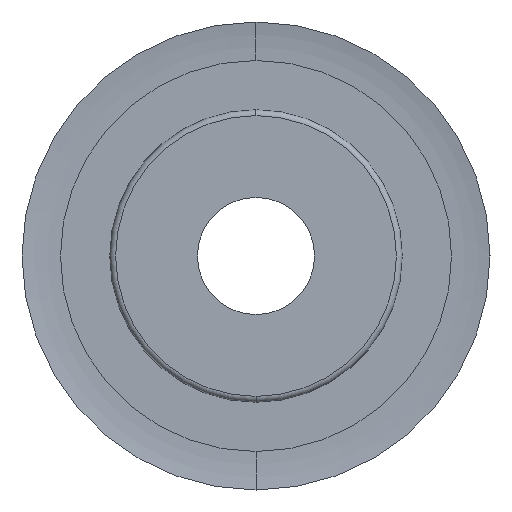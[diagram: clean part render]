
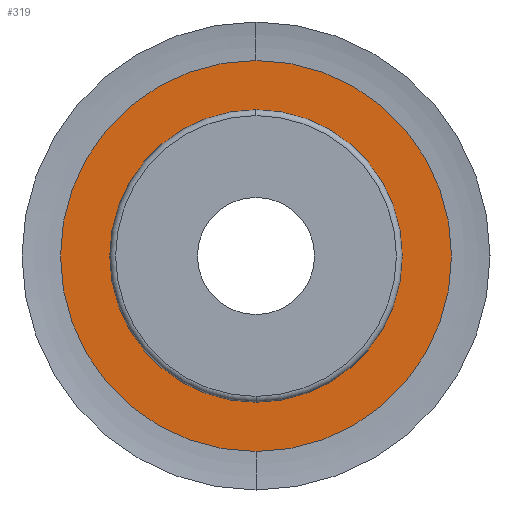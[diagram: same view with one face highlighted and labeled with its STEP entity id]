
A CAD part, left-side view. The second image highlights one B-rep face of the part: STEP entity #319.
In plain terms, the highlighted planar face has unit normal (-1, 0, 0).
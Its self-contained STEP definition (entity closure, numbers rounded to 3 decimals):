
#319=ADVANCED_FACE('',(#696,#697),#698,.T.);
#696=FACE_OUTER_BOUND('',#1130,.T.);
#697=FACE_BOUND('',#1131,.T.);
#698=PLANE('',#1132);
#1130=EDGE_LOOP('',(#2071,#2072,#2073));
#1131=EDGE_LOOP('',(#2074,#2075));
#1132=AXIS2_PLACEMENT_3D('',#2076,#2077,#2078);
#2071=ORIENTED_EDGE('',*,*,#3098,.F.);
#2072=ORIENTED_EDGE('',*,*,#3099,.F.);
#2073=ORIENTED_EDGE('',*,*,#2875,.F.);
#2074=ORIENTED_EDGE('',*,*,#2838,.T.);
#2075=ORIENTED_EDGE('',*,*,#3100,.T.);
#2076=CARTESIAN_POINT('',(-5.0,5.843,0.0));
#2077=DIRECTION('',(-1.0,0.0,0.0));
#2078=DIRECTION('',(0.0,-1.0,0.0));
#2838=EDGE_CURVE('',#3507,#3513,#3515,.T.);
#2875=EDGE_CURVE('',#3570,#3573,#3574,.T.);
#3098=EDGE_CURVE('',#3892,#3570,#3893,.T.);
#3099=EDGE_CURVE('',#3573,#3892,#3894,.T.);
#3100=EDGE_CURVE('',#3513,#3507,#3895,.T.);
#3507=VERTEX_POINT('',#4338);
#3513=VERTEX_POINT('',#4345);
#3515=CIRCLE('',#4348,5.0);
#3570=VERTEX_POINT('',#4417);
#3573=VERTEX_POINT('',#4420);
#3574=CIRCLE('',#4421,6.685);
#3892=VERTEX_POINT('',#4813);
#3893=CIRCLE('',#4814,6.685);
#3894=CIRCLE('',#4815,6.685);
#3895=CIRCLE('',#4816,5.0);
#4338=CARTESIAN_POINT('',(-5.0,5.0,0.0));
#4345=CARTESIAN_POINT('',(-5.0,-5.0,0.));
#4348=AXIS2_PLACEMENT_3D('',#5391,#5392,#5393);
#4417=CARTESIAN_POINT('',(-5.0,0.,6.685));
#4420=CARTESIAN_POINT('',(-5.0,0.,-6.685));
#4421=AXIS2_PLACEMENT_3D('',#5447,#5448,#5449);
#4813=CARTESIAN_POINT('',(-5.0,6.685,0.0));
#4814=AXIS2_PLACEMENT_3D('',#5779,#5780,#5781);
#4815=AXIS2_PLACEMENT_3D('',#5782,#5783,#5784);
#4816=AXIS2_PLACEMENT_3D('',#5785,#5786,#5787);
#5391=CARTESIAN_POINT('',(-5.0,0.0,0.0));
#5392=DIRECTION('',(1.0,0.0,0.0));
#5393=DIRECTION('',(0.0,1.0,0.0));
#5447=CARTESIAN_POINT('',(-5.0,0.0,0.0));
#5448=DIRECTION('',(1.0,0.0,0.0));
#5449=DIRECTION('',(0.0,1.0,0.0));
#5779=CARTESIAN_POINT('',(-5.0,0.0,0.0));
#5780=DIRECTION('',(1.0,0.0,0.0));
#5781=DIRECTION('',(0.0,1.0,0.0));
#5782=CARTESIAN_POINT('',(-5.0,0.0,0.0));
#5783=DIRECTION('',(1.0,0.0,0.0));
#5784=DIRECTION('',(0.0,1.0,0.0));
#5785=CARTESIAN_POINT('',(-5.0,0.0,0.0));
#5786=DIRECTION('',(1.0,0.0,0.0));
#5787=DIRECTION('',(0.0,1.0,0.0));
